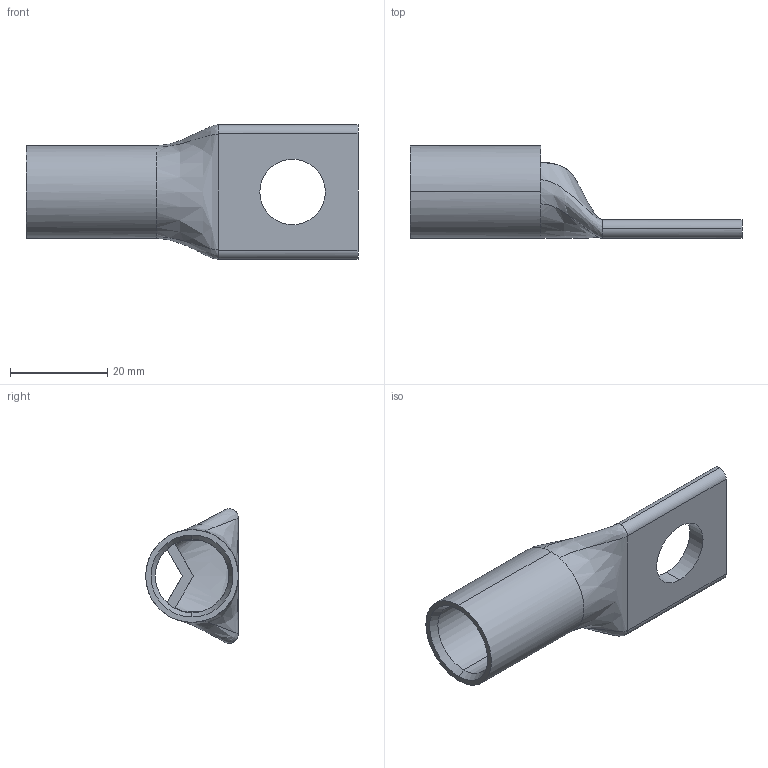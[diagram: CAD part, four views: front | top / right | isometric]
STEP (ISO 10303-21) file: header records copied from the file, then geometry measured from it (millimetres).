
FILE_DESCRIPTION (( 'STEP AP203' ), '1' );
FILE_NAME ('BLU-025S-1.step', '2024-09-09T18:03:48', ( '' ), ( '' ), 'SwSTEP 2.0', 'SolidWorks 2023', '' );
FILE_SCHEMA (( 'CONFIG_CONTROL_DESIGN' ));
Length unit declared in the file: inch
Products named in the file (1): BLU-025S-1
Bounding box: 68.33 x 19.05 x 27.69 mm (x, y, z)
Volume: 6432.3 mm3; surface area: 6268 mm2
Topology: 1 solids, 1 shells, 39 faces, 100 edges, 61 vertices
Faces by surface type: bspline 15, cylinder 11, plane 11, cone 2
Entity records: 1888 total; most frequent: CARTESIAN_POINT 984, ORIENTED_EDGE 198, DIRECTION 129, EDGE_CURVE 99, VERTEX_POINT 61, AXIS2_PLACEMENT_3D 49, B_SPLINE_CURVE_WITH_KNOTS 44, EDGE_LOOP 42
